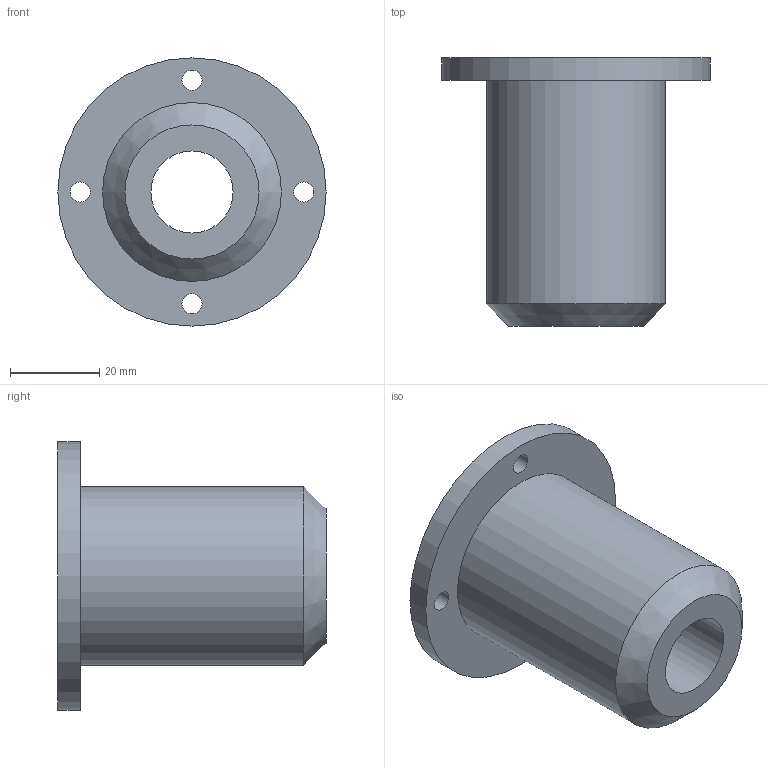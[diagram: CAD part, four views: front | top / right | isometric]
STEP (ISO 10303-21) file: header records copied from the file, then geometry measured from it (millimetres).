
FILE_DESCRIPTION(/* description */ ('Suporte Pino Indexador','CAx-IF Rec.Pracs.---Representation and Presentation of Product Manufacturing Information (PMI)---4.0---2014-10-13'),/* implementation_level */ '2;1');
FILE_NAME(/* name */ '',/* time_stamp */ '2025-10-01T08:17:22-04:00',/* author */ ('wandr'),/* organization */ ('ELGIN'),/* preprocessor_version */ 'ST-DEVELOPER v20.1',/* originating_system */ 'Autodesk Inventor 2026',/* authorisation */ '');
FILE_SCHEMA (('AP242_MANAGED_MODEL_BASED_3D_ENGINEERING_MIM_LF { 1 0 10303 442 2 1 4 }'));
Length unit declared in the file: millimetre
Products named in the file (1): MD09-00-004
Bounding box: 60 x 60 x 60 mm (x, y, z)
Volume: 46606.7 mm3; surface area: 17414.3 mm2
Topology: 1 solids, 1 shells, 14 faces, 30 edges, 20 vertices
Faces by surface type: cylinder 8, plane 4, cone 2
Full cylindrical faces by diameter (mm): 4.5 x4, 18.376 x1, 30 x1, 40 x1, 60 x1
Entity records: 611 total; most frequent: DIRECTION 114, CARTESIAN_POINT 89, ORIENTED_EDGE 60, AXIS2_PLACEMENT_3D 52, EDGE_CURVE 30, EDGE_LOOP 26, CIRCLE 21, VERTEX_POINT 20
